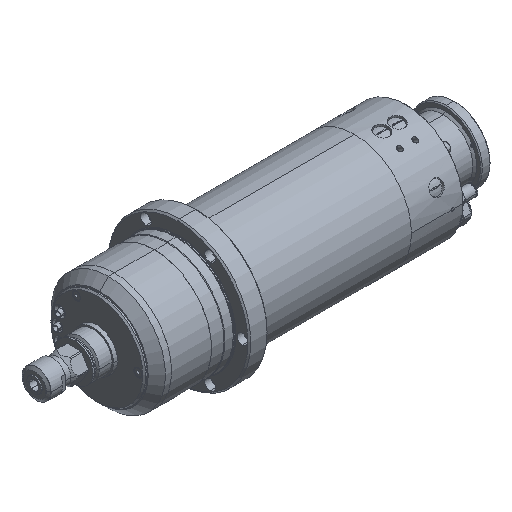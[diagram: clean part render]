
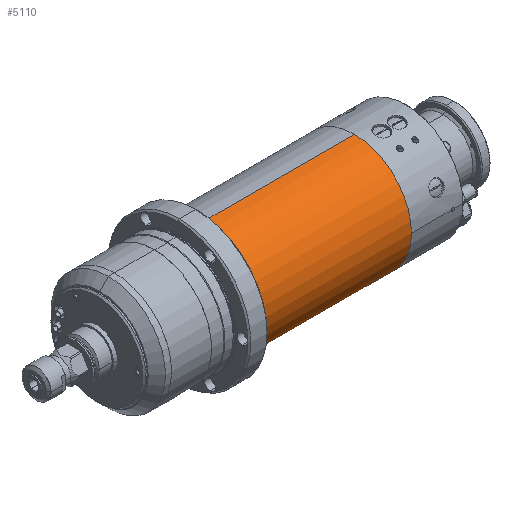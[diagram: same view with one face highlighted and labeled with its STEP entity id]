
A CAD part, isometric view. The second image highlights one B-rep face of the part: STEP entity #5110.
In plain terms, the highlighted cylindrical face has radius 60 mm (diameter 120 mm), a partial arc.
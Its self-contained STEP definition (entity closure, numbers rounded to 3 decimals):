
#34 = DIRECTION ( 'NONE',  ( -1., 0., 0. ) ) ;
#36 = CARTESIAN_POINT ( 'NONE',  ( -256., 0., -60. ) ) ;
#39 = DIRECTION ( 'NONE',  ( 0., 0., -1. ) ) ;
#41 = CARTESIAN_POINT ( 'NONE',  ( -167.25, 0., 0. ) ) ;
#52 = DIRECTION ( 'NONE',  ( -1., 0., 0. ) ) ;
#54 = CARTESIAN_POINT ( 'NONE',  ( -256., 0., 60. ) ) ;
#305 = DIRECTION ( 'NONE',  ( 0., 0., 1. ) ) ;
#307 = DIRECTION ( 'NONE',  ( 1., 0., 0. ) ) ;
#308 = DIRECTION ( 'NONE',  ( -1., 0., 0. ) ) ;
#309 = CARTESIAN_POINT ( 'NONE',  ( -4., 0., 0. ) ) ;
#5110 = ADVANCED_FACE ( 'NONE', ( #8197 ), #8187, .T. ) ;
#5652 = DIRECTION ( 'NONE',  ( 0., 0., 1. ) ) ;
#5790 = DIRECTION ( 'NONE',  ( -1., 0., 0. ) ) ;
#6099 = CARTESIAN_POINT ( 'NONE',  ( -256., 0., 0. ) ) ;
#8187 = CYLINDRICAL_SURFACE ( 'NONE', #13604, 60. ) ;
#8197 = FACE_OUTER_BOUND ( 'NONE', #8719, .T. ) ;
#8719 = EDGE_LOOP ( 'NONE', ( #25503, #25504, #25505, #25506 ) ) ;
#9579 = AXIS2_PLACEMENT_3D ( 'NONE', #309, #308, #305 ) ;
#9580 = AXIS2_PLACEMENT_3D ( 'NONE', #41, #307, #39 ) ;
#11025 = VECTOR ( 'NONE', #34, 1000. ) ;
#11027 = VECTOR ( 'NONE', #52, 1000. ) ;
#11028 = LINE ( 'NONE', #36, #11025 ) ;
#11029 = LINE ( 'NONE', #54, #11027 ) ;
#11068 = CIRCLE ( 'NONE', #9579, 60. ) ;
#11069 = CIRCLE ( 'NONE', #9580, 60. ) ;
#13604 = AXIS2_PLACEMENT_3D ( 'NONE', #6099, #5790, #5652 ) ;
#14804 = VERTEX_POINT ( 'NONE', #24432 ) ;
#14807 = VERTEX_POINT ( 'NONE', #24428 ) ;
#14808 = VERTEX_POINT ( 'NONE', #24427 ) ;
#14813 = VERTEX_POINT ( 'NONE', #24421 ) ;
#20848 = EDGE_CURVE ( 'NONE', #14808, #14807, #11069, .T. ) ;
#20849 = EDGE_CURVE ( 'NONE', #14813, #14804, #11068, .T. ) ;
#20878 = EDGE_CURVE ( 'NONE', #14804, #14808, #11029, .T. ) ;
#20879 = EDGE_CURVE ( 'NONE', #14813, #14807, #11028, .T. ) ;
#24421 = CARTESIAN_POINT ( 'NONE',  ( -4., 0., -60. ) ) ;
#24427 = CARTESIAN_POINT ( 'NONE',  ( -167.25, 0., 60. ) ) ;
#24428 = CARTESIAN_POINT ( 'NONE',  ( -167.25, 0., -60. ) ) ;
#24432 = CARTESIAN_POINT ( 'NONE',  ( -4., 0., 60. ) ) ;
#25503 = ORIENTED_EDGE ( 'NONE', *, *, #20879, .F. ) ;
#25504 = ORIENTED_EDGE ( 'NONE', *, *, #20849, .T. ) ;
#25505 = ORIENTED_EDGE ( 'NONE', *, *, #20878, .T. ) ;
#25506 = ORIENTED_EDGE ( 'NONE', *, *, #20848, .T. ) ;
